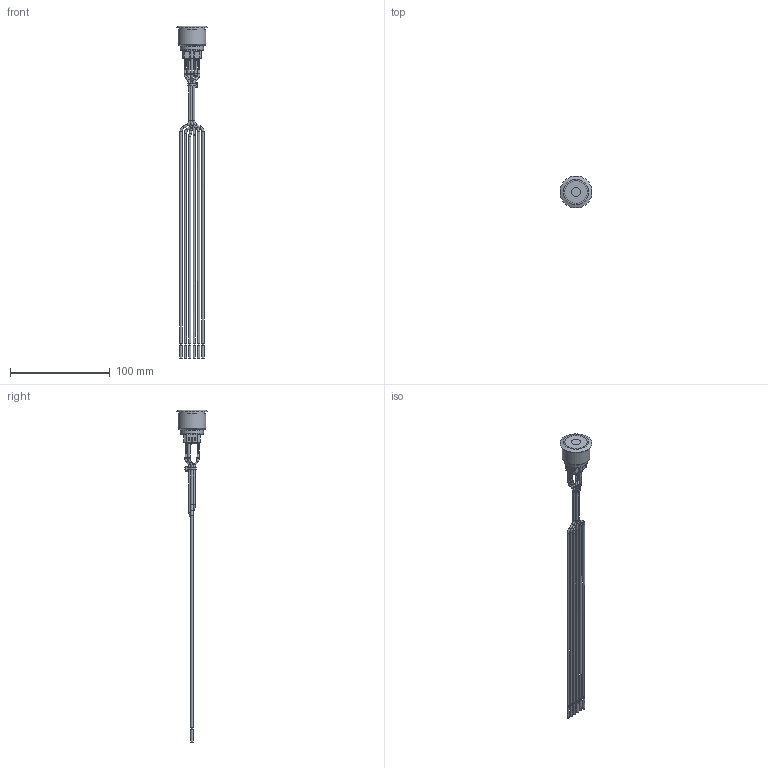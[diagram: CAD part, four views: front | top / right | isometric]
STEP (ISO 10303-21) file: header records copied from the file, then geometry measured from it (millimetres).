
FILE_DESCRIPTION(/* description */ ('','CAx-IF Rec.Pracs.---Representation and Presentation of Product Manufacturing Information (PMI)---4.0---2014-10-13'),/* implementation_level */ '2;1');
FILE_NAME(/* name */ 'PV9FWT0xx-2xx.stp',/* time_stamp */ '2019-06-12T14:42:14-05:00',/* author */ ('mroman'),/* organization */ (''),/* preprocessor_version */ 'ST-DEVELOPER v17',/* originating_system */ 'Autodesk Inventor 2018',/* authorisation */ '');
FILE_SCHEMA (('AP242_MANAGED_MODEL_BASED_3D_ENGINEERING_MIM_LF { 1 0 10303 442 1 1 4 }'));
Length unit declared in the file: millimetre
Products named in the file (1): PV9FWT0xx-2xx
Bounding box: 32 x 32 x 332.5 mm (x, y, z)
Volume: 16549.6 mm3; surface area: 19719.2 mm2
Topology: 1 solids, 3 shells, 502 faces, 1316 edges, 820 vertices
Faces by surface type: plane 292, cylinder 137, torus 52, cone 9, sphere 8, bspline 4
Full cylindrical faces by diameter (mm): 1.1 x6, 1.75 x1, 2.2 x31, 2.4 x6, 22.8 x2, 23.1 x1, 26.293 x1, 27.9 x1, 32 x1
Entity records: 16770 total; most frequent: CARTESIAN_POINT 3941, DIRECTION 2763, ORIENTED_EDGE 2636, EDGE_CURVE 1318, AXIS2_PLACEMENT_3D 977, VERTEX_POINT 820, LINE 817, VECTOR 817
